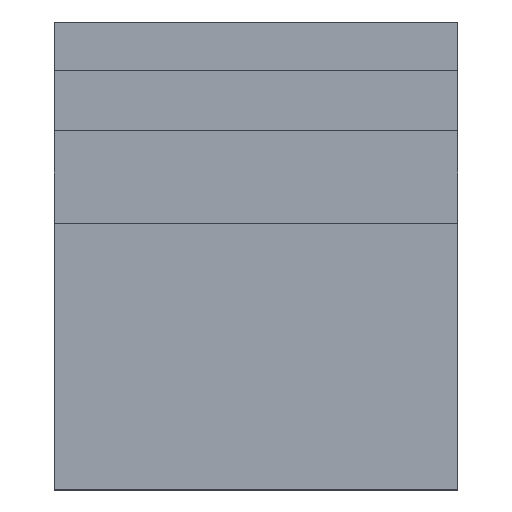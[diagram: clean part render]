
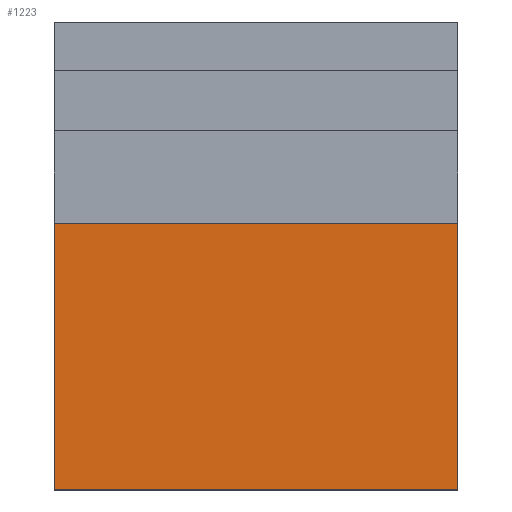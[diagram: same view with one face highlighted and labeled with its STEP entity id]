
A CAD part, top view. The second image highlights one B-rep face of the part: STEP entity #1223.
In plain terms, the highlighted planar face has unit normal (0, 0, 1).
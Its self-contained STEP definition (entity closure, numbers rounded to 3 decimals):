
#1107 = EDGE_CURVE('',#1108,#1110,#1112,.T.);
#1108 = VERTEX_POINT('',#1109);
#1109 = CARTESIAN_POINT('',(-500.,0.,1040.));
#1110 = VERTEX_POINT('',#1111);
#1111 = CARTESIAN_POINT('',(500.,0.,1040.));
#1112 = SURFACE_CURVE('',#1113,(#1117,#1129),.PCURVE_S1.);
#1113 = LINE('',#1114,#1115);
#1114 = CARTESIAN_POINT('',(-500.,0.,1040.));
#1115 = VECTOR('',#1116,1.);
#1116 = DIRECTION('',(1.,0.,0.));
#1117 = PCURVE('',#1118,#1123);
#1118 = PLANE('',#1119);
#1119 = AXIS2_PLACEMENT_3D('',#1120,#1121,#1122);
#1120 = CARTESIAN_POINT('',(-500.,0.,1040.));
#1121 = DIRECTION('',(0.,1.,0.));
#1122 = DIRECTION('',(0.,0.,-1.));
#1123 = DEFINITIONAL_REPRESENTATION('',(#1124),#1128);
#1124 = LINE('',#1125,#1126);
#1125 = CARTESIAN_POINT('',(0.,0.));
#1126 = VECTOR('',#1127,1.);
#1127 = DIRECTION('',(0.,-1.));
#1128 = ( GEOMETRIC_REPRESENTATION_CONTEXT(2) 
PARAMETRIC_REPRESENTATION_CONTEXT() REPRESENTATION_CONTEXT('2D SPACE',''
  ) );
#1129 = PCURVE('',#1130,#1135);
#1130 = PLANE('',#1131);
#1131 = AXIS2_PLACEMENT_3D('',#1132,#1133,#1134);
#1132 = CARTESIAN_POINT('',(-500.,-660.346,1040.));
#1133 = DIRECTION('',(0.,0.,1.));
#1134 = DIRECTION('',(0.,1.,0.));
#1135 = DEFINITIONAL_REPRESENTATION('',(#1136),#1140);
#1136 = LINE('',#1137,#1138);
#1137 = CARTESIAN_POINT('',(660.346,0.));
#1138 = VECTOR('',#1139,1.);
#1139 = DIRECTION('',(0.,-1.));
#1140 = ( GEOMETRIC_REPRESENTATION_CONTEXT(2) 
PARAMETRIC_REPRESENTATION_CONTEXT() REPRESENTATION_CONTEXT('2D SPACE',''
  ) );
#1158 = PLANE('',#1159);
#1159 = AXIS2_PLACEMENT_3D('',#1160,#1161,#1162);
#1160 = CARTESIAN_POINT('',(500.,0.,530.));
#1161 = DIRECTION('',(1.,0.,0.));
#1162 = DIRECTION('',(0.,0.,1.));
#1212 = PLANE('',#1213);
#1213 = AXIS2_PLACEMENT_3D('',#1214,#1215,#1216);
#1214 = CARTESIAN_POINT('',(-500.,0.,530.));
#1215 = DIRECTION('',(1.,0.,0.));
#1216 = DIRECTION('',(0.,0.,1.));
#1223 = ADVANCED_FACE('',(#1224),#1130,.T.);
#1224 = FACE_BOUND('',#1225,.T.);
#1225 = EDGE_LOOP('',(#1226,#1256,#1277,#1278));
#1226 = ORIENTED_EDGE('',*,*,#1227,.T.);
#1227 = EDGE_CURVE('',#1228,#1230,#1232,.T.);
#1228 = VERTEX_POINT('',#1229);
#1229 = CARTESIAN_POINT('',(-500.,-660.346,1040.));
#1230 = VERTEX_POINT('',#1231);
#1231 = CARTESIAN_POINT('',(500.,-660.346,1040.));
#1232 = SURFACE_CURVE('',#1233,(#1237,#1244),.PCURVE_S1.);
#1233 = LINE('',#1234,#1235);
#1234 = CARTESIAN_POINT('',(-500.,-660.346,1040.));
#1235 = VECTOR('',#1236,1.);
#1236 = DIRECTION('',(1.,0.,0.));
#1237 = PCURVE('',#1130,#1238);
#1238 = DEFINITIONAL_REPRESENTATION('',(#1239),#1243);
#1239 = LINE('',#1240,#1241);
#1240 = CARTESIAN_POINT('',(0.,0.));
#1241 = VECTOR('',#1242,1.);
#1242 = DIRECTION('',(0.,-1.));
#1243 = ( GEOMETRIC_REPRESENTATION_CONTEXT(2) 
PARAMETRIC_REPRESENTATION_CONTEXT() REPRESENTATION_CONTEXT('2D SPACE',''
  ) );
#1244 = PCURVE('',#1245,#1250);
#1245 = PLANE('',#1246);
#1246 = AXIS2_PLACEMENT_3D('',#1247,#1248,#1249);
#1247 = CARTESIAN_POINT('',(-500.,-660.346,1040.));
#1248 = DIRECTION('',(0.,1.,0.));
#1249 = DIRECTION('',(0.,0.,-1.));
#1250 = DEFINITIONAL_REPRESENTATION('',(#1251),#1255);
#1251 = LINE('',#1252,#1253);
#1252 = CARTESIAN_POINT('',(0.,0.));
#1253 = VECTOR('',#1254,1.);
#1254 = DIRECTION('',(0.,-1.));
#1255 = ( GEOMETRIC_REPRESENTATION_CONTEXT(2) 
PARAMETRIC_REPRESENTATION_CONTEXT() REPRESENTATION_CONTEXT('2D SPACE',''
  ) );
#1256 = ORIENTED_EDGE('',*,*,#1257,.T.);
#1257 = EDGE_CURVE('',#1230,#1110,#1258,.T.);
#1258 = SURFACE_CURVE('',#1259,(#1263,#1270),.PCURVE_S1.);
#1259 = LINE('',#1260,#1261);
#1260 = CARTESIAN_POINT('',(500.,-660.346,1040.));
#1261 = VECTOR('',#1262,1.);
#1262 = DIRECTION('',(0.,1.,0.));
#1263 = PCURVE('',#1130,#1264);
#1264 = DEFINITIONAL_REPRESENTATION('',(#1265),#1269);
#1265 = LINE('',#1266,#1267);
#1266 = CARTESIAN_POINT('',(0.,-1000.));
#1267 = VECTOR('',#1268,1.);
#1268 = DIRECTION('',(1.,0.));
#1269 = ( GEOMETRIC_REPRESENTATION_CONTEXT(2) 
PARAMETRIC_REPRESENTATION_CONTEXT() REPRESENTATION_CONTEXT('2D SPACE',''
  ) );
#1270 = PCURVE('',#1158,#1271);
#1271 = DEFINITIONAL_REPRESENTATION('',(#1272),#1276);
#1272 = LINE('',#1273,#1274);
#1273 = CARTESIAN_POINT('',(510.,660.346));
#1274 = VECTOR('',#1275,1.);
#1275 = DIRECTION('',(0.,-1.));
#1276 = ( GEOMETRIC_REPRESENTATION_CONTEXT(2) 
PARAMETRIC_REPRESENTATION_CONTEXT() REPRESENTATION_CONTEXT('2D SPACE',''
  ) );
#1277 = ORIENTED_EDGE('',*,*,#1107,.F.);
#1278 = ORIENTED_EDGE('',*,*,#1279,.F.);
#1279 = EDGE_CURVE('',#1228,#1108,#1280,.T.);
#1280 = SURFACE_CURVE('',#1281,(#1285,#1292),.PCURVE_S1.);
#1281 = LINE('',#1282,#1283);
#1282 = CARTESIAN_POINT('',(-500.,-660.346,1040.));
#1283 = VECTOR('',#1284,1.);
#1284 = DIRECTION('',(0.,1.,0.));
#1285 = PCURVE('',#1130,#1286);
#1286 = DEFINITIONAL_REPRESENTATION('',(#1287),#1291);
#1287 = LINE('',#1288,#1289);
#1288 = CARTESIAN_POINT('',(0.,0.));
#1289 = VECTOR('',#1290,1.);
#1290 = DIRECTION('',(1.,0.));
#1291 = ( GEOMETRIC_REPRESENTATION_CONTEXT(2) 
PARAMETRIC_REPRESENTATION_CONTEXT() REPRESENTATION_CONTEXT('2D SPACE',''
  ) );
#1292 = PCURVE('',#1212,#1293);
#1293 = DEFINITIONAL_REPRESENTATION('',(#1294),#1298);
#1294 = LINE('',#1295,#1296);
#1295 = CARTESIAN_POINT('',(510.,660.346));
#1296 = VECTOR('',#1297,1.);
#1297 = DIRECTION('',(0.,-1.));
#1298 = ( GEOMETRIC_REPRESENTATION_CONTEXT(2) 
PARAMETRIC_REPRESENTATION_CONTEXT() REPRESENTATION_CONTEXT('2D SPACE',''
  ) );
